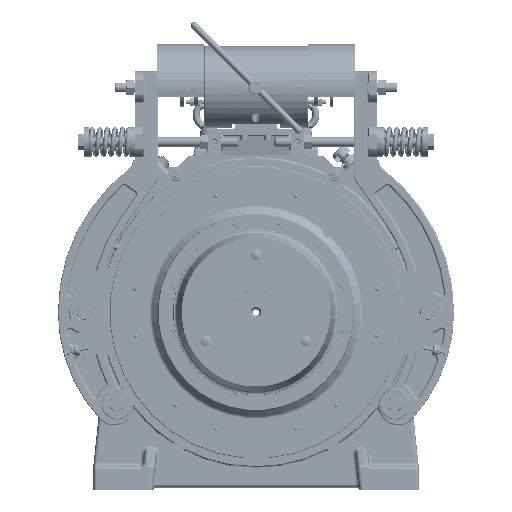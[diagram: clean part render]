
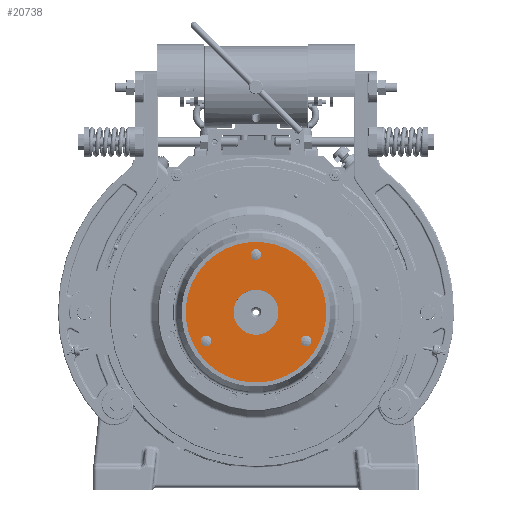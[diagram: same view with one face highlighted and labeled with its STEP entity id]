
A CAD part, top view. The second image highlights one B-rep face of the part: STEP entity #20738.
In plain terms, the highlighted planar face has unit normal (0, 0, 1).
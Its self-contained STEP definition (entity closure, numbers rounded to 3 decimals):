
#477 = DIRECTION ( 'NONE',  ( 0., 0., -1. ) ) ;
#602 = CIRCLE ( 'NONE', #115879, 7.25 ) ;
#1286 = EDGE_LOOP ( 'NONE', ( #41889, #11613 ) ) ;
#3605 = DIRECTION ( 'NONE',  ( 0.966, 0.259, 0. ) ) ;
#4286 = VERTEX_POINT ( 'NONE', #76399 ) ;
#9075 = CIRCLE ( 'NONE', #117459, 7.25 ) ;
#9197 = CIRCLE ( 'NONE', #113022, 7.25 ) ;
#9836 = CIRCLE ( 'NONE', #74396, 7.25 ) ;
#11597 = ORIENTED_EDGE ( 'NONE', *, *, #43047, .T. ) ;
#11613 = ORIENTED_EDGE ( 'NONE', *, *, #55240, .T. ) ;
#14185 = CARTESIAN_POINT ( 'NONE',  ( 0., 0., 268.5 ) ) ;
#15013 = AXIS2_PLACEMENT_3D ( 'NONE', #62128, #17378, #61427 ) ;
#17378 = DIRECTION ( 'NONE',  ( 0., 0., -1. ) ) ;
#17766 = EDGE_CURVE ( 'NONE', #62096, #104942, #9197, .T. ) ;
#17789 = CIRCLE ( 'NONE', #54707, 118.95 ) ;
#18016 = DIRECTION ( 'NONE',  ( 0., 0., 1. ) ) ;
#18622 = CARTESIAN_POINT ( 'NONE',  ( -36.705, -9.835, 268.5 ) ) ;
#18746 = DIRECTION ( 'NONE',  ( -0.259, 0.966, 0. ) ) ;
#19463 = DIRECTION ( 'NONE',  ( 0.966, 0.259, 0. ) ) ;
#20738 = ADVANCED_FACE ( 'NONE', ( #93174, #39712, #70038, #50524, #137253 ), #28836, .T. ) ;
#21060 = DIRECTION ( 'NONE',  ( -0.259, 0.966, 0. ) ) ;
#21681 = EDGE_CURVE ( 'NONE', #69453, #4286, #9075, .T. ) ;
#27227 = VERTEX_POINT ( 'NONE', #67427 ) ;
#27563 = AXIS2_PLACEMENT_3D ( 'NONE', #99489, #477, #142828 ) ;
#28836 = PLANE ( 'NONE',  #52589 ) ;
#28879 = VERTEX_POINT ( 'NONE', #66411 ) ;
#33269 = EDGE_LOOP ( 'NONE', ( #78225, #87886 ) ) ;
#33350 = CARTESIAN_POINT ( 'NONE',  ( -84.437, -48.75, 268.5 ) ) ;
#34488 = CIRCLE ( 'NONE', #27563, 38. ) ;
#35322 = VERTEX_POINT ( 'NONE', #18622 ) ;
#35518 = DIRECTION ( 'NONE',  ( 0.966, 0.259, 0. ) ) ;
#36911 = DIRECTION ( 'NONE',  ( 0.966, 0.259, 0. ) ) ;
#39712 = FACE_BOUND ( 'NONE', #33269, .T. ) ;
#40445 = CARTESIAN_POINT ( 'NONE',  ( -82.561, -55.753, 268.5 ) ) ;
#41889 = ORIENTED_EDGE ( 'NONE', *, *, #131617, .T. ) ;
#42422 = EDGE_LOOP ( 'NONE', ( #11597, #77124 ) ) ;
#43047 = EDGE_CURVE ( 'NONE', #27227, #117196, #17789, .T. ) ;
#47761 = DIRECTION ( 'NONE',  ( 0., 0., 1. ) ) ;
#48126 = DIRECTION ( 'NONE',  ( 0.966, 0.259, 0. ) ) ;
#48399 = AXIS2_PLACEMENT_3D ( 'NONE', #85211, #129271, #19463 ) ;
#49550 = DIRECTION ( 'NONE',  ( 0., 0., 1. ) ) ;
#50524 = FACE_BOUND ( 'NONE', #53699, .T. ) ;
#52589 = AXIS2_PLACEMENT_3D ( 'NONE', #72910, #18016, #3605 ) ;
#53226 = ORIENTED_EDGE ( 'NONE', *, *, #59533, .F. ) ;
#53699 = EDGE_LOOP ( 'NONE', ( #102248, #53226 ) ) ;
#54112 = EDGE_LOOP ( 'NONE', ( #121266, #88063 ) ) ;
#54707 = AXIS2_PLACEMENT_3D ( 'NONE', #14185, #49550, #48126 ) ;
#55046 = CIRCLE ( 'NONE', #73521, 7.25 ) ;
#55240 = EDGE_CURVE ( 'NONE', #113049, #35322, #34488, .T. ) ;
#55955 = CIRCLE ( 'NONE', #58219, 118.95 ) ;
#56555 = DIRECTION ( 'NONE',  ( -0.259, 0.966, 0. ) ) ;
#58219 = AXIS2_PLACEMENT_3D ( 'NONE', #133794, #127018, #35518 ) ;
#58560 = CARTESIAN_POINT ( 'NONE',  ( 0., 97.5, 268.5 ) ) ;
#59533 = EDGE_CURVE ( 'NONE', #104942, #62096, #133795, .T. ) ;
#60230 = DIRECTION ( 'NONE',  ( -0.259, 0.966, 0. ) ) ;
#61427 = DIRECTION ( 'NONE',  ( -0.966, -0.259, 0. ) ) ;
#62096 = VERTEX_POINT ( 'NONE', #128137 ) ;
#62128 = CARTESIAN_POINT ( 'NONE',  ( 0., 0., 268.5 ) ) ;
#65978 = DIRECTION ( 'NONE',  ( 0., 0., 1. ) ) ;
#66411 = CARTESIAN_POINT ( 'NONE',  ( -86.314, -41.747, 268.5 ) ) ;
#66690 = CARTESIAN_POINT ( 'NONE',  ( 36.705, 9.835, 268.5 ) ) ;
#67427 = CARTESIAN_POINT ( 'NONE',  ( 114.897, 30.787, 268.5 ) ) ;
#69453 = VERTEX_POINT ( 'NONE', #82083 ) ;
#70038 = FACE_BOUND ( 'NONE', #54112, .T. ) ;
#70354 = CIRCLE ( 'NONE', #15013, 38. ) ;
#72910 = CARTESIAN_POINT ( 'NONE',  ( -119.775, -32.094, 268.5 ) ) ;
#73521 = AXIS2_PLACEMENT_3D ( 'NONE', #33350, #141047, #21060 ) ;
#73654 = CARTESIAN_POINT ( 'NONE',  ( 84.437, -48.75, 268.5 ) ) ;
#74396 = AXIS2_PLACEMENT_3D ( 'NONE', #125980, #105048, #60230 ) ;
#76399 = CARTESIAN_POINT ( 'NONE',  ( 86.314, -55.753, 268.5 ) ) ;
#77124 = ORIENTED_EDGE ( 'NONE', *, *, #103140, .T. ) ;
#78225 = ORIENTED_EDGE ( 'NONE', *, *, #21681, .F. ) ;
#82083 = CARTESIAN_POINT ( 'NONE',  ( 82.561, -41.747, 268.5 ) ) ;
#84064 = CARTESIAN_POINT ( 'NONE',  ( -114.897, -30.787, 268.5 ) ) ;
#85211 = CARTESIAN_POINT ( 'NONE',  ( 0., 97.5, 268.5 ) ) ;
#87886 = ORIENTED_EDGE ( 'NONE', *, *, #127261, .F. ) ;
#88063 = ORIENTED_EDGE ( 'NONE', *, *, #117149, .F. ) ;
#93174 = FACE_OUTER_BOUND ( 'NONE', #42422, .T. ) ;
#99449 = EDGE_CURVE ( 'NONE', #28879, #138914, #55046, .T. ) ;
#99489 = CARTESIAN_POINT ( 'NONE',  ( 0., 0., 268.5 ) ) ;
#102248 = ORIENTED_EDGE ( 'NONE', *, *, #17766, .F. ) ;
#103140 = EDGE_CURVE ( 'NONE', #117196, #27227, #55955, .T. ) ;
#104942 = VERTEX_POINT ( 'NONE', #119416 ) ;
#105048 = DIRECTION ( 'NONE',  ( 0., 0., 1. ) ) ;
#109367 = CARTESIAN_POINT ( 'NONE',  ( 84.437, -48.75, 268.5 ) ) ;
#113022 = AXIS2_PLACEMENT_3D ( 'NONE', #58560, #47761, #36911 ) ;
#113049 = VERTEX_POINT ( 'NONE', #66690 ) ;
#115879 = AXIS2_PLACEMENT_3D ( 'NONE', #109367, #65978, #56555 ) ;
#117149 = EDGE_CURVE ( 'NONE', #138914, #28879, #9836, .T. ) ;
#117196 = VERTEX_POINT ( 'NONE', #84064 ) ;
#117459 = AXIS2_PLACEMENT_3D ( 'NONE', #73654, #140851, #18746 ) ;
#119416 = CARTESIAN_POINT ( 'NONE',  ( -7.003, 95.624, 268.5 ) ) ;
#121266 = ORIENTED_EDGE ( 'NONE', *, *, #99449, .F. ) ;
#125980 = CARTESIAN_POINT ( 'NONE',  ( -84.437, -48.75, 268.5 ) ) ;
#127018 = DIRECTION ( 'NONE',  ( 0., 0., 1. ) ) ;
#127261 = EDGE_CURVE ( 'NONE', #4286, #69453, #602, .T. ) ;
#128137 = CARTESIAN_POINT ( 'NONE',  ( 7.003, 99.376, 268.5 ) ) ;
#129271 = DIRECTION ( 'NONE',  ( 0., 0., 1. ) ) ;
#131617 = EDGE_CURVE ( 'NONE', #35322, #113049, #70354, .T. ) ;
#133794 = CARTESIAN_POINT ( 'NONE',  ( 0., 0., 268.5 ) ) ;
#133795 = CIRCLE ( 'NONE', #48399, 7.25 ) ;
#137253 = FACE_BOUND ( 'NONE', #1286, .T. ) ;
#138914 = VERTEX_POINT ( 'NONE', #40445 ) ;
#140851 = DIRECTION ( 'NONE',  ( 0., 0., 1. ) ) ;
#141047 = DIRECTION ( 'NONE',  ( 0., 0., 1. ) ) ;
#142828 = DIRECTION ( 'NONE',  ( -0.966, -0.259, 0. ) ) ;
